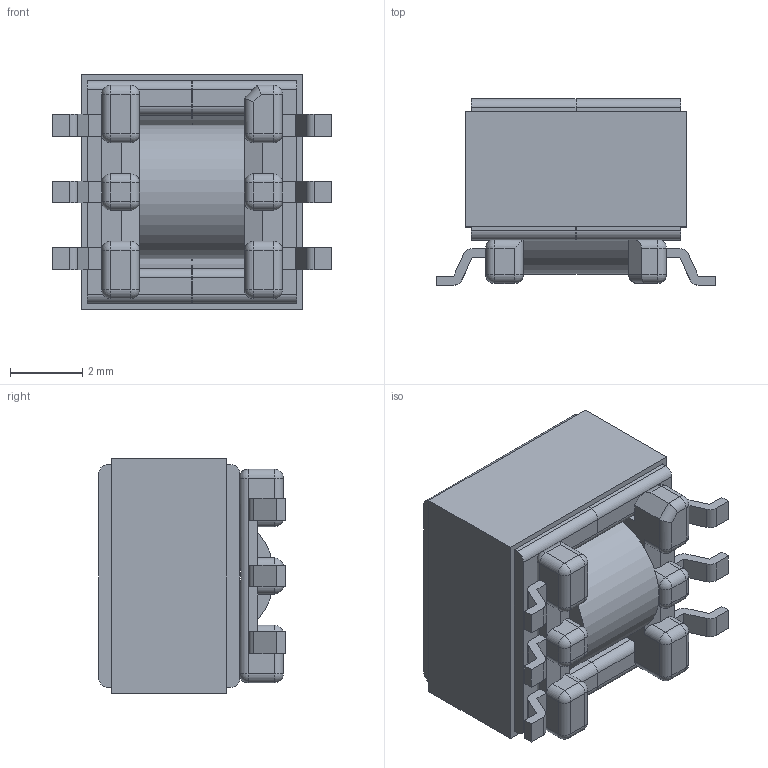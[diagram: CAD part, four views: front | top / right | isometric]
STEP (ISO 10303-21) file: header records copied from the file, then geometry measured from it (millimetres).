
FILE_DESCRIPTION (( 'STEP AP214' ), '1' );
FILE_NAME ('EP5_4426.STEP', '2019-01-31T19:27:09', ( '' ), ( '' ), 'SwSTEP 2.0', 'SolidWorks 2017', '' );
FILE_SCHEMA (( 'AUTOMOTIVE_DESIGN' ));
Length unit declared in the file: millimetre
Products named in the file (5): 440-9985-1306; 150-1306_6C; 070-4426_coil; 070-4426_6M; EP5_4426
Assembly tree (5 placements, depth 2):
  EP5_4426
    070-4426_6M
    070-4426_coil
    150-1306_6C  x2
    440-9985-1306
Bounding box: 7.7 x 5.15 x 6.47 mm (x, y, z)
Volume: 162.1 mm3; surface area: 622.4 mm2
Topology: 5 solids, 5 shells, 261 faces, 674 edges, 396 vertices
Faces by surface type: plane 133, cylinder 101, sphere 27
Entity records: 8393 total; most frequent: CARTESIAN_POINT 1302, DIRECTION 1245, ORIENTED_EDGE 1196, EDGE_CURVE 598, VECTOR 415, LINE 415, AXIS2_PLACEMENT_3D 415, VERTEX_POINT 364
